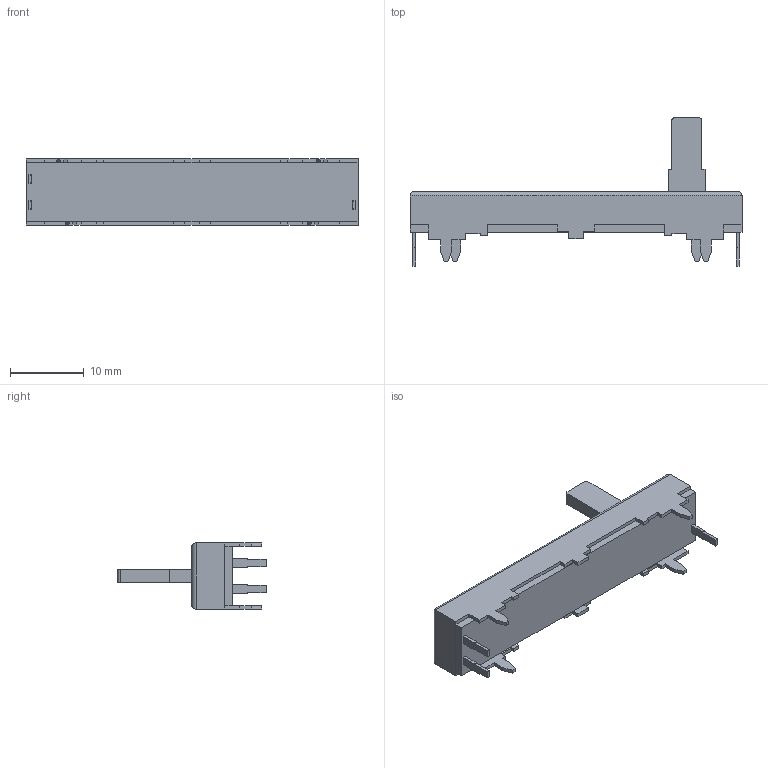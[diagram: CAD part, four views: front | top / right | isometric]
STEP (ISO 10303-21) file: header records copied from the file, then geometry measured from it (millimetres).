
FILE_DESCRIPTION(('FreeCAD Model'),'2;1');
FILE_NAME('Open CASCADE Shape Model','2024-11-25T06:41:40',('FreeCAD'),( 'FreeCAD'),'Open CASCADE STEP processor 7.7','FreeCAD','Unknown');
FILE_SCHEMA(('AUTOMOTIVE_DESIGN { 1 0 10303 214 1 1 1 1 }'));
Length unit declared in the file: millimetre
Products named in the file (1): Open CASCADE STEP translator 7.7 1
Bounding box: 45 x 20.1 x 9 mm (x, y, z)
Volume: 2195 mm3; surface area: 1855.5 mm2
Topology: 1 solids, 1 shells, 158 faces, 430 edges, 280 vertices
Faces by surface type: plane 148, cylinder 10
Entity records: 4908 total; most frequent: CARTESIAN_POINT 905, ORIENTED_EDGE 860, DIRECTION 756, EDGE_CURVE 430, LINE 414, VECTOR 414, VERTEX_POINT 280, AXIS2_PLACEMENT_3D 171
